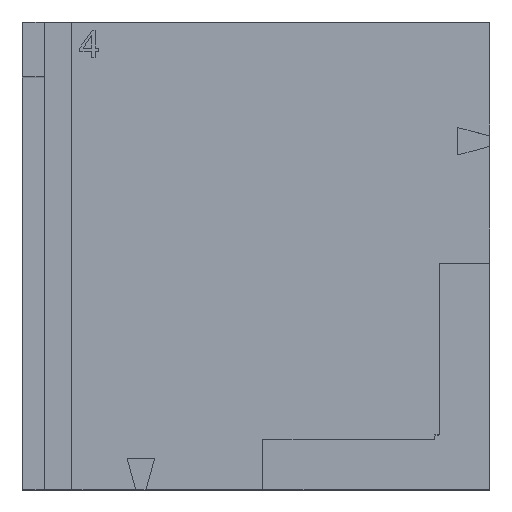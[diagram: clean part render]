
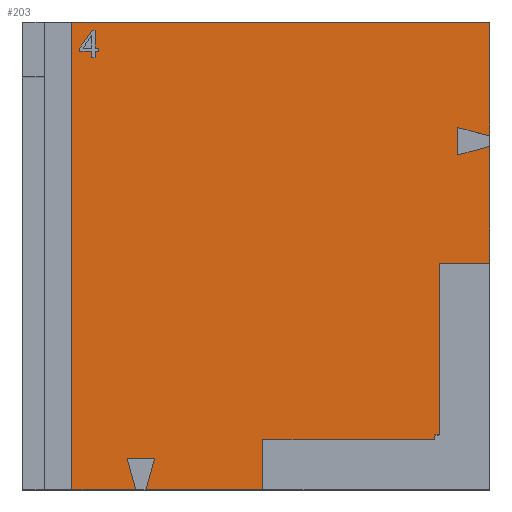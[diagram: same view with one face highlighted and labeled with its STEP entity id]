
A CAD part, top view. The second image highlights one B-rep face of the part: STEP entity #203.
In plain terms, the highlighted planar face has unit normal (0, 0, 1).
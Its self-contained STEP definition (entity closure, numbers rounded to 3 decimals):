
#48 = VERTEX_POINT('',#49);
#49 = CARTESIAN_POINT('',(0.,82.5,8.));
#55 = EDGE_CURVE('',#48,#56,#58,.T.);
#56 = VERTEX_POINT('',#57);
#57 = CARTESIAN_POINT('',(0.,125.,8.));
#58 = LINE('',#59,#60);
#59 = CARTESIAN_POINT('',(0.,0.,8.));
#60 = VECTOR('',#61,1.);
#61 = DIRECTION('',(0.,1.,0.));
#80 = VERTEX_POINT('',#81);
#81 = CARTESIAN_POINT('',(0.,128.788,8.));
#87 = EDGE_CURVE('',#80,#88,#90,.T.);
#88 = VERTEX_POINT('',#89);
#89 = CARTESIAN_POINT('',(0.,170.,8.));
#90 = LINE('',#91,#92);
#91 = CARTESIAN_POINT('',(0.,0.,8.));
#92 = VECTOR('',#93,1.);
#93 = DIRECTION('',(0.,1.,0.));
#175 = VERTEX_POINT('',#176);
#176 = CARTESIAN_POINT('',(-152.,170.,8.));
#182 = EDGE_CURVE('',#88,#175,#183,.T.);
#183 = LINE('',#184,#185);
#184 = CARTESIAN_POINT('',(0.,170.,8.));
#185 = VECTOR('',#186,1.);
#186 = DIRECTION('',(-1.,0.,0.));
#203 = ADVANCED_FACE('',(#204,#325),#415,.T.);
#204 = FACE_BOUND('',#205,.T.);
#205 = EDGE_LOOP('',(#206,#216,#224,#230,#231,#239,#247,#253,#254,#255,
    #263,#271,#279,#287,#295,#303,#311,#319));
#206 = ORIENTED_EDGE('',*,*,#207,.F.);
#207 = EDGE_CURVE('',#208,#210,#212,.T.);
#208 = VERTEX_POINT('',#209);
#209 = CARTESIAN_POINT('',(-18.25,20.,8.));
#210 = VERTEX_POINT('',#211);
#211 = CARTESIAN_POINT('',(-20.,20.,8.));
#212 = LINE('',#213,#214);
#213 = CARTESIAN_POINT('',(-42.5,20.,8.));
#214 = VECTOR('',#215,1.);
#215 = DIRECTION('',(-1.,0.,0.));
#216 = ORIENTED_EDGE('',*,*,#217,.T.);
#217 = EDGE_CURVE('',#208,#218,#220,.T.);
#218 = VERTEX_POINT('',#219);
#219 = CARTESIAN_POINT('',(-18.25,82.5,8.));
#220 = LINE('',#221,#222);
#221 = CARTESIAN_POINT('',(-18.25,83.75,8.));
#222 = VECTOR('',#223,1.);
#223 = DIRECTION('',(0.,1.,0.));
#224 = ORIENTED_EDGE('',*,*,#225,.T.);
#225 = EDGE_CURVE('',#218,#48,#226,.T.);
#226 = LINE('',#227,#228);
#227 = CARTESIAN_POINT('',(-52.5,82.5,8.));
#228 = VECTOR('',#229,1.);
#229 = DIRECTION('',(1.,0.,0.));
#230 = ORIENTED_EDGE('',*,*,#55,.T.);
#231 = ORIENTED_EDGE('',*,*,#232,.T.);
#232 = EDGE_CURVE('',#56,#233,#235,.T.);
#233 = VERTEX_POINT('',#234);
#234 = CARTESIAN_POINT('',(-11.591,121.894,8.));
#235 = LINE('',#236,#237);
#236 = CARTESIAN_POINT('',(0.,125.,8.));
#237 = VECTOR('',#238,1.);
#238 = DIRECTION('',(-0.966,-0.259,0.));
#239 = ORIENTED_EDGE('',*,*,#240,.F.);
#240 = EDGE_CURVE('',#241,#233,#243,.T.);
#241 = VERTEX_POINT('',#242);
#242 = CARTESIAN_POINT('',(-11.591,131.894,8.));
#243 = LINE('',#244,#245);
#244 = CARTESIAN_POINT('',(-11.591,131.894,8.));
#245 = VECTOR('',#246,1.);
#246 = DIRECTION('',(0.,-1.,0.));
#247 = ORIENTED_EDGE('',*,*,#248,.F.);
#248 = EDGE_CURVE('',#80,#241,#249,.T.);
#249 = LINE('',#250,#251);
#250 = CARTESIAN_POINT('',(0.,128.788,8.));
#251 = VECTOR('',#252,1.);
#252 = DIRECTION('',(-0.966,0.259,0.));
#253 = ORIENTED_EDGE('',*,*,#87,.T.);
#254 = ORIENTED_EDGE('',*,*,#182,.T.);
#255 = ORIENTED_EDGE('',*,*,#256,.T.);
#256 = EDGE_CURVE('',#175,#257,#259,.T.);
#257 = VERTEX_POINT('',#258);
#258 = CARTESIAN_POINT('',(-152.,0.,8.));
#259 = LINE('',#260,#261);
#260 = CARTESIAN_POINT('',(-152.,170.,8.));
#261 = VECTOR('',#262,1.);
#262 = DIRECTION('',(0.,-1.,0.));
#263 = ORIENTED_EDGE('',*,*,#264,.T.);
#264 = EDGE_CURVE('',#257,#265,#267,.T.);
#265 = VERTEX_POINT('',#266);
#266 = CARTESIAN_POINT('',(-128.788,0.,8.));
#267 = LINE('',#268,#269);
#268 = CARTESIAN_POINT('',(-170.,0.,8.));
#269 = VECTOR('',#270,1.);
#270 = DIRECTION('',(1.,0.,0.));
#271 = ORIENTED_EDGE('',*,*,#272,.T.);
#272 = EDGE_CURVE('',#265,#273,#275,.T.);
#273 = VERTEX_POINT('',#274);
#274 = CARTESIAN_POINT('',(-131.894,11.591,8.));
#275 = LINE('',#276,#277);
#276 = CARTESIAN_POINT('',(-128.788,0.,8.));
#277 = VECTOR('',#278,1.);
#278 = DIRECTION('',(-0.259,0.966,0.));
#279 = ORIENTED_EDGE('',*,*,#280,.T.);
#280 = EDGE_CURVE('',#273,#281,#283,.T.);
#281 = VERTEX_POINT('',#282);
#282 = CARTESIAN_POINT('',(-121.894,11.591,8.));
#283 = LINE('',#284,#285);
#284 = CARTESIAN_POINT('',(-131.894,11.591,8.));
#285 = VECTOR('',#286,1.);
#286 = DIRECTION('',(1.,0.,0.));
#287 = ORIENTED_EDGE('',*,*,#288,.T.);
#288 = EDGE_CURVE('',#281,#289,#291,.T.);
#289 = VERTEX_POINT('',#290);
#290 = CARTESIAN_POINT('',(-125.,0.,8.));
#291 = LINE('',#292,#293);
#292 = CARTESIAN_POINT('',(-121.894,11.591,8.));
#293 = VECTOR('',#294,1.);
#294 = DIRECTION('',(-0.259,-0.966,0.));
#295 = ORIENTED_EDGE('',*,*,#296,.T.);
#296 = EDGE_CURVE('',#289,#297,#299,.T.);
#297 = VERTEX_POINT('',#298);
#298 = CARTESIAN_POINT('',(-82.5,0.,8.));
#299 = LINE('',#300,#301);
#300 = CARTESIAN_POINT('',(-170.,0.,8.));
#301 = VECTOR('',#302,1.);
#302 = DIRECTION('',(1.,0.,0.));
#303 = ORIENTED_EDGE('',*,*,#304,.T.);
#304 = EDGE_CURVE('',#297,#305,#307,.T.);
#305 = VERTEX_POINT('',#306);
#306 = CARTESIAN_POINT('',(-82.5,18.25,8.));
#307 = LINE('',#308,#309);
#308 = CARTESIAN_POINT('',(-82.5,32.5,8.));
#309 = VECTOR('',#310,1.);
#310 = DIRECTION('',(0.,1.,0.));
#311 = ORIENTED_EDGE('',*,*,#312,.F.);
#312 = EDGE_CURVE('',#313,#305,#315,.T.);
#313 = VERTEX_POINT('',#314);
#314 = CARTESIAN_POINT('',(-20.,18.25,8.));
#315 = LINE('',#316,#317);
#316 = CARTESIAN_POINT('',(-83.75,18.25,8.));
#317 = VECTOR('',#318,1.);
#318 = DIRECTION('',(-1.,0.,0.));
#319 = ORIENTED_EDGE('',*,*,#320,.F.);
#320 = EDGE_CURVE('',#210,#313,#321,.T.);
#321 = LINE('',#322,#323);
#322 = CARTESIAN_POINT('',(-20.,67.816,8.));
#323 = VECTOR('',#324,1.);
#324 = DIRECTION('',(0.,-1.,0.));
#325 = FACE_BOUND('',#326,.T.);
#326 = EDGE_LOOP('',(#327,#337,#345,#353,#361,#369,#377,#385,#393,#401,
    #409));
#327 = ORIENTED_EDGE('',*,*,#328,.F.);
#328 = EDGE_CURVE('',#329,#331,#333,.T.);
#329 = VERTEX_POINT('',#330);
#330 = CARTESIAN_POINT('',(-144.8,159.646,8.));
#331 = VERTEX_POINT('',#332);
#332 = CARTESIAN_POINT('',(-144.8,157.255,8.));
#333 = LINE('',#334,#335);
#334 = CARTESIAN_POINT('',(-144.8,121.127,8.));
#335 = VECTOR('',#336,1.);
#336 = DIRECTION('',(0.,-1.,0.));
#337 = ORIENTED_EDGE('',*,*,#338,.F.);
#338 = EDGE_CURVE('',#339,#329,#341,.T.);
#339 = VERTEX_POINT('',#340);
#340 = CARTESIAN_POINT('',(-149.133,159.646,8.));
#341 = LINE('',#342,#343);
#342 = CARTESIAN_POINT('',(-114.9,159.646,8.));
#343 = VECTOR('',#344,1.);
#344 = DIRECTION('',(1.,0.,-0.));
#345 = ORIENTED_EDGE('',*,*,#346,.F.);
#346 = EDGE_CURVE('',#347,#339,#349,.T.);
#347 = VERTEX_POINT('',#348);
#348 = CARTESIAN_POINT('',(-149.133,160.772,8.));
#349 = LINE('',#350,#351);
#350 = CARTESIAN_POINT('',(-149.133,122.323,8.));
#351 = VECTOR('',#352,1.);
#352 = DIRECTION('',(0.,-1.,0.));
#353 = ORIENTED_EDGE('',*,*,#354,.F.);
#354 = EDGE_CURVE('',#355,#347,#357,.T.);
#355 = VERTEX_POINT('',#356);
#356 = CARTESIAN_POINT('',(-144.575,167.255,8.));
#357 = LINE('',#358,#359);
#358 = CARTESIAN_POINT('',(-156.351,150.508,8.));
#359 = VECTOR('',#360,1.);
#360 = DIRECTION('',(-0.575,-0.818,0.));
#361 = ORIENTED_EDGE('',*,*,#362,.F.);
#362 = EDGE_CURVE('',#363,#355,#365,.T.);
#363 = VERTEX_POINT('',#364);
#364 = CARTESIAN_POINT('',(-143.574,167.255,8.));
#365 = LINE('',#366,#367);
#366 = CARTESIAN_POINT('',(-114.788,167.255,8.));
#367 = VECTOR('',#368,1.);
#368 = DIRECTION('',(-1.,0.,0.));
#369 = ORIENTED_EDGE('',*,*,#370,.F.);
#370 = EDGE_CURVE('',#371,#363,#373,.T.);
#371 = VERTEX_POINT('',#372);
#372 = CARTESIAN_POINT('',(-143.574,160.772,8.));
#373 = LINE('',#374,#375);
#374 = CARTESIAN_POINT('',(-143.574,126.127,8.));
#375 = VECTOR('',#376,1.);
#376 = DIRECTION('',(0.,1.,0.));
#377 = ORIENTED_EDGE('',*,*,#378,.F.);
#378 = EDGE_CURVE('',#379,#371,#381,.T.);
#379 = VERTEX_POINT('',#380);
#380 = CARTESIAN_POINT('',(-142.225,160.772,8.));
#381 = LINE('',#382,#383);
#382 = CARTESIAN_POINT('',(-114.287,160.772,8.));
#383 = VECTOR('',#384,1.);
#384 = DIRECTION('',(-1.,0.,0.));
#385 = ORIENTED_EDGE('',*,*,#386,.F.);
#386 = EDGE_CURVE('',#387,#379,#389,.T.);
#387 = VERTEX_POINT('',#388);
#388 = CARTESIAN_POINT('',(-142.225,159.646,8.));
#389 = LINE('',#390,#391);
#390 = CARTESIAN_POINT('',(-142.225,122.886,8.));
#391 = VECTOR('',#392,1.);
#392 = DIRECTION('',(0.,1.,0.));
#393 = ORIENTED_EDGE('',*,*,#394,.F.);
#394 = EDGE_CURVE('',#395,#387,#397,.T.);
#395 = VERTEX_POINT('',#396);
#396 = CARTESIAN_POINT('',(-143.574,159.646,8.));
#397 = LINE('',#398,#399);
#398 = CARTESIAN_POINT('',(-113.612,159.646,8.));
#399 = VECTOR('',#400,1.);
#400 = DIRECTION('',(1.,0.,-0.));
#401 = ORIENTED_EDGE('',*,*,#402,.F.);
#402 = EDGE_CURVE('',#403,#395,#405,.T.);
#403 = VERTEX_POINT('',#404);
#404 = CARTESIAN_POINT('',(-143.574,157.255,8.));
#405 = LINE('',#406,#407);
#406 = CARTESIAN_POINT('',(-143.574,122.323,8.));
#407 = VECTOR('',#408,1.);
#408 = DIRECTION('',(0.,1.,0.));
#409 = ORIENTED_EDGE('',*,*,#410,.F.);
#410 = EDGE_CURVE('',#331,#403,#411,.T.);
#411 = LINE('',#412,#413);
#412 = CARTESIAN_POINT('',(-114.287,157.255,8.));
#413 = VECTOR('',#414,1.);
#414 = DIRECTION('',(1.,0.,-0.));
#415 = PLANE('',#416);
#416 = AXIS2_PLACEMENT_3D('',#417,#418,#419);
#417 = CARTESIAN_POINT('',(-85.,85.,8.));
#418 = DIRECTION('',(0.,0.,1.));
#419 = DIRECTION('',(1.,0.,0.));
